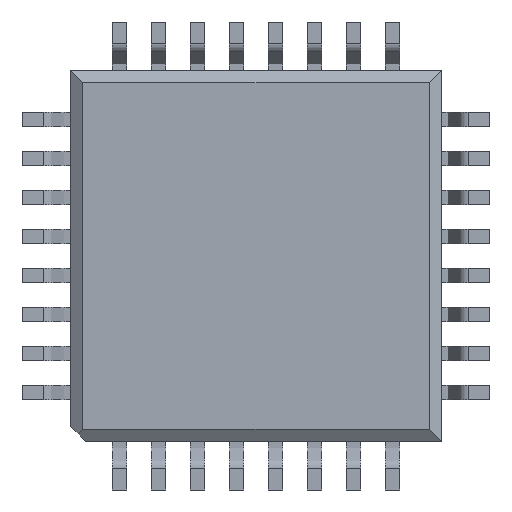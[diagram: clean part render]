
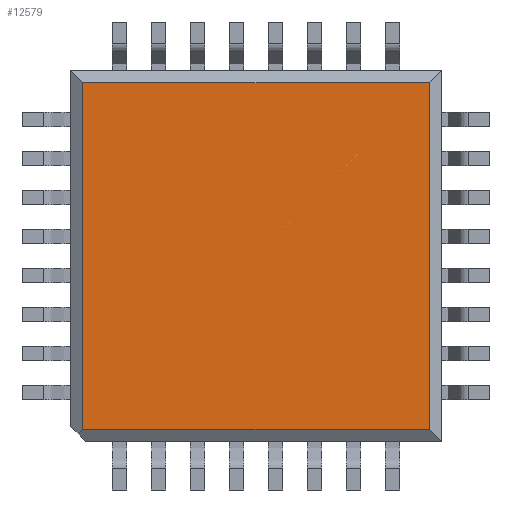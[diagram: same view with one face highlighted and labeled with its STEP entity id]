
A CAD part, front view. The second image highlights one B-rep face of the part: STEP entity #12579.
In plain terms, the highlighted planar face has unit normal (0, -1, 0).
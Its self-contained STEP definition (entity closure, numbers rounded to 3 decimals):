
#4899 = FACE_OUTER_BOUND ( 'NONE', #12580, .T. ) ;
#4931 = DIRECTION ( 'NONE',  ( 0., 0., 1. ) ) ;
#4932 = VECTOR ( 'NONE', #4931, 1000. ) ;
#4933 = CARTESIAN_POINT ( 'NONE',  ( -2.35, -0.5, 5. ) ) ;
#4934 = LINE ( 'NONE', #4933, #4932 ) ;
#4935 = CARTESIAN_POINT ( 'NONE',  ( -2.35, -0.5, 4.75 ) ) ;
#4936 = CARTESIAN_POINT ( 'NONE',  ( 4.75, -0.5, 4.75 ) ) ;
#4937 = DIRECTION ( 'NONE',  ( -1., 0., 0. ) ) ;
#4938 = VECTOR ( 'NONE', #4937, 1000. ) ;
#4939 = CARTESIAN_POINT ( 'NONE',  ( -5., -0.5, 4.75 ) ) ;
#4940 = LINE ( 'NONE', #4939, #4938 ) ;
#4941 = DIRECTION ( 'NONE',  ( 0., 0., 1. ) ) ;
#4942 = DIRECTION ( 'NONE',  ( 0., 1., 0. ) ) ;
#4943 = CARTESIAN_POINT ( 'NONE',  ( -5., -0.5, 5. ) ) ;
#4944 = AXIS2_PLACEMENT_3D ( 'NONE', #4943, #4942, #4941 ) ;
#4945 = PLANE ( 'NONE',  #4944 ) ;
#5177 = DIRECTION ( 'NONE',  ( -1., 0., 0. ) ) ;
#5178 = VECTOR ( 'NONE', #5177, 1000. ) ;
#5179 = CARTESIAN_POINT ( 'NONE',  ( -5., -0.5, -2.35 ) ) ;
#5180 = LINE ( 'NONE', #5179, #5178 ) ;
#5181 = CARTESIAN_POINT ( 'NONE',  ( -2.35, -0.5, -2.35 ) ) ;
#5235 = DIRECTION ( 'NONE',  ( 0., 0., 1. ) ) ;
#5236 = VECTOR ( 'NONE', #5235, 1000. ) ;
#5237 = CARTESIAN_POINT ( 'NONE',  ( 4.75, -0.5, 5. ) ) ;
#5238 = LINE ( 'NONE', #5237, #5236 ) ;
#5240 = CARTESIAN_POINT ( 'NONE',  ( 4.75, -0.5, -2.35 ) ) ;
#12579 = ADVANCED_FACE ( 'NONE', ( #4899 ), #4945, .F. ) ;
#12580 = EDGE_LOOP ( 'NONE', ( #12581, #12585, #12706, #12709 ) ) ;
#12581 = ORIENTED_EDGE ( 'NONE', *, *, #12582, .T. ) ;
#12582 = EDGE_CURVE ( 'NONE', #12583, #12584, #4940, .T. ) ;
#12583 = VERTEX_POINT ( 'NONE', #4936 ) ;
#12584 = VERTEX_POINT ( 'NONE', #4935 ) ;
#12585 = ORIENTED_EDGE ( 'NONE', *, *, #12586, .F. ) ;
#12586 = EDGE_CURVE ( 'NONE', #12705, #12584, #4934, .T. ) ;
#12705 = VERTEX_POINT ( 'NONE', #5181 ) ;
#12706 = ORIENTED_EDGE ( 'NONE', *, *, #12707, .F. ) ;
#12707 = EDGE_CURVE ( 'NONE', #12708, #12705, #5180, .T. ) ;
#12708 = VERTEX_POINT ( 'NONE', #5240 ) ;
#12709 = ORIENTED_EDGE ( 'NONE', *, *, #12710, .T. ) ;
#12710 = EDGE_CURVE ( 'NONE', #12708, #12583, #5238, .T. ) ;
